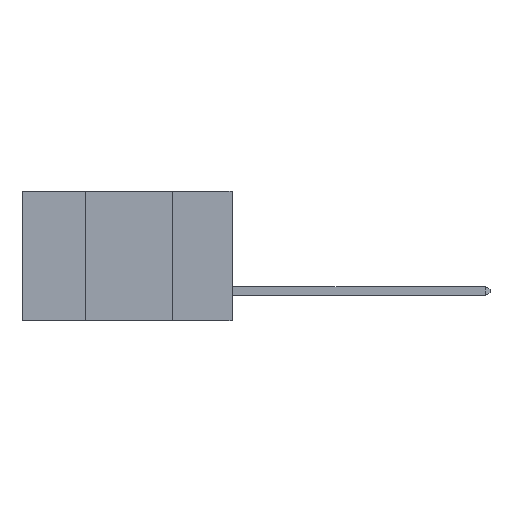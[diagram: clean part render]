
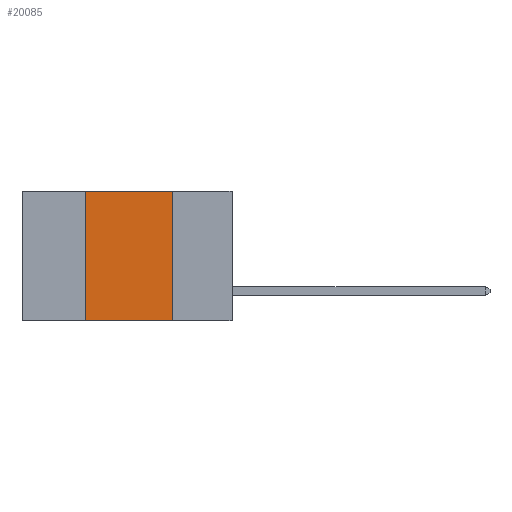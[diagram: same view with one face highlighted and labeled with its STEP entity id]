
A CAD part, left-side view. The second image highlights one B-rep face of the part: STEP entity #20085.
In plain terms, the highlighted planar face has unit normal (-1, 0, 0).
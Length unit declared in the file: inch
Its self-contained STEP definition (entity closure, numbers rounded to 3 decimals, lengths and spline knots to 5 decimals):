
#894 = EDGE_CURVE ( 'NONE', #31634, #2114, #25913, .T. ) ;
#2114 = VERTEX_POINT ( 'NONE', #16302 ) ;
#2884 = AXIS2_PLACEMENT_3D ( 'NONE', #10769, #23642, #8225 ) ;
#3893 = EDGE_CURVE ( 'NONE', #18179, #6265, #7356, .T. ) ;
#5570 = CARTESIAN_POINT ( 'NONE',  ( 0., 0.6, 0. ) ) ;
#6265 = VERTEX_POINT ( 'NONE', #27500 ) ;
#7356 = LINE ( 'NONE', #5570, #20311 ) ;
#7893 = EDGE_CURVE ( 'NONE', #31634, #18179, #21670, .T. ) ;
#8225 = DIRECTION ( 'NONE',  ( 0., 0., -1. ) ) ;
#9084 = CARTESIAN_POINT ( 'NONE',  ( 0., 0.42, 0. ) ) ;
#10478 = LINE ( 'NONE', #32772, #24103 ) ;
#10769 = CARTESIAN_POINT ( 'NONE',  ( 0., 0.6, 0. ) ) ;
#14860 = EDGE_CURVE ( 'NONE', #6265, #2114, #10478, .T. ) ;
#15998 = ORIENTED_EDGE ( 'NONE', *, *, #894, .T. ) ;
#16302 = CARTESIAN_POINT ( 'NONE',  ( 0., 0.17, -0.37 ) ) ;
#16381 = ORIENTED_EDGE ( 'NONE', *, *, #7893, .F. ) ;
#16597 = FACE_OUTER_BOUND ( 'NONE', #25302, .T. ) ;
#17500 = DIRECTION ( 'NONE',  ( 0., 0., -1. ) ) ;
#18179 = VERTEX_POINT ( 'NONE', #20665 ) ;
#18551 = CARTESIAN_POINT ( 'NONE',  ( 0., 0.42, -0.37 ) ) ;
#19187 = VECTOR ( 'NONE', #20847, 39.37008 ) ;
#19938 = ORIENTED_EDGE ( 'NONE', *, *, #14860, .F. ) ;
#20085 = ADVANCED_FACE ( 'NONE', ( #16597 ), #31118, .F. ) ;
#20311 = VECTOR ( 'NONE', #21100, 39.37008 ) ;
#20665 = CARTESIAN_POINT ( 'NONE',  ( 0., 0.42, 0. ) ) ;
#20847 = DIRECTION ( 'NONE',  ( 0., -1., 0. ) ) ;
#20922 = CARTESIAN_POINT ( 'NONE',  ( 0., 0.6, -0.37 ) ) ;
#21100 = DIRECTION ( 'NONE',  ( 0., -1., 0. ) ) ;
#21670 = LINE ( 'NONE', #9084, #28433 ) ;
#23642 = DIRECTION ( 'NONE',  ( 1., 0., 0. ) ) ;
#24103 = VECTOR ( 'NONE', #17500, 39.37008 ) ;
#25302 = EDGE_LOOP ( 'NONE', ( #19938, #27182, #16381, #15998 ) ) ;
#25913 = LINE ( 'NONE', #20922, #19187 ) ;
#27038 = DIRECTION ( 'NONE',  ( 0., 0., 1. ) ) ;
#27182 = ORIENTED_EDGE ( 'NONE', *, *, #3893, .F. ) ;
#27500 = CARTESIAN_POINT ( 'NONE',  ( 0., 0.17, 0. ) ) ;
#28433 = VECTOR ( 'NONE', #27038, 39.37008 ) ;
#31118 = PLANE ( 'NONE',  #2884 ) ;
#31634 = VERTEX_POINT ( 'NONE', #18551 ) ;
#32772 = CARTESIAN_POINT ( 'NONE',  ( 0., 0.17, 0. ) ) ;
